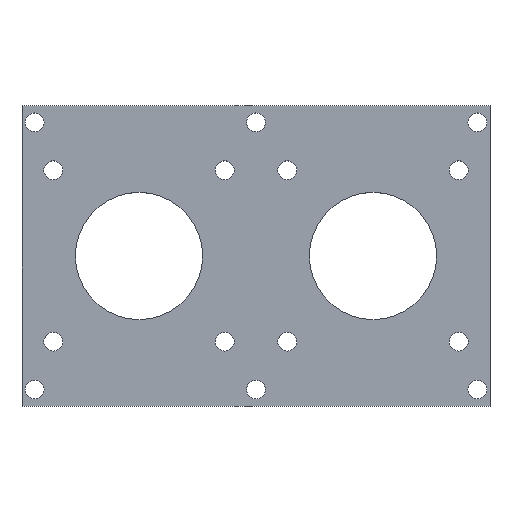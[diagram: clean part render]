
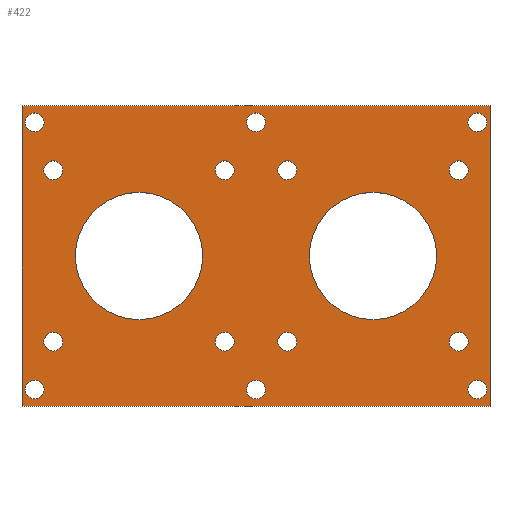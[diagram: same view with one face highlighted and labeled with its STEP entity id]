
A CAD part, top view. The second image highlights one B-rep face of the part: STEP entity #422.
In plain terms, the highlighted planar face has unit normal (0, 0, 1).
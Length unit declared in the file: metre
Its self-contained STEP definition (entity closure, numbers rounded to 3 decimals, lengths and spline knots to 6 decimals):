
#12=CIRCLE('',#441,0.0017);
#14=CIRCLE('',#444,0.0017);
#16=CIRCLE('',#447,0.0017);
#18=CIRCLE('',#450,0.0017);
#20=CIRCLE('',#453,0.0017);
#22=CIRCLE('',#456,0.0017);
#24=CIRCLE('',#459,0.0017);
#26=CIRCLE('',#462,0.0017);
#28=CIRCLE('',#465,0.0115);
#30=CIRCLE('',#468,0.0017);
#32=CIRCLE('',#471,0.0115);
#34=CIRCLE('',#474,0.0017);
#36=CIRCLE('',#477,0.0017);
#38=CIRCLE('',#480,0.0017);
#40=CIRCLE('',#483,0.0017);
#42=CIRCLE('',#487,0.0017);
#108=ORIENTED_EDGE('',*,*,#150,.F.);
#109=ORIENTED_EDGE('',*,*,#154,.F.);
#110=ORIENTED_EDGE('',*,*,#157,.T.);
#111=ORIENTED_EDGE('',*,*,#189,.T.);
#112=ORIENTED_EDGE('',*,*,#186,.F.);
#113=ORIENTED_EDGE('',*,*,#184,.F.);
#114=ORIENTED_EDGE('',*,*,#182,.F.);
#115=ORIENTED_EDGE('',*,*,#180,.F.);
#116=ORIENTED_EDGE('',*,*,#178,.F.);
#117=ORIENTED_EDGE('',*,*,#176,.F.);
#118=ORIENTED_EDGE('',*,*,#174,.F.);
#119=ORIENTED_EDGE('',*,*,#172,.F.);
#120=ORIENTED_EDGE('',*,*,#170,.F.);
#121=ORIENTED_EDGE('',*,*,#168,.F.);
#122=ORIENTED_EDGE('',*,*,#166,.F.);
#123=ORIENTED_EDGE('',*,*,#164,.F.);
#124=ORIENTED_EDGE('',*,*,#162,.F.);
#125=ORIENTED_EDGE('',*,*,#160,.F.);
#126=ORIENTED_EDGE('',*,*,#158,.F.);
#127=ORIENTED_EDGE('',*,*,#190,.F.);
#150=EDGE_CURVE('',#194,#195,#234,.T.);
#154=EDGE_CURVE('',#197,#194,#238,.T.);
#157=EDGE_CURVE('',#197,#199,#241,.T.);
#158=EDGE_CURVE('',#200,#200,#12,.T.);
#160=EDGE_CURVE('',#202,#202,#14,.T.);
#162=EDGE_CURVE('',#204,#204,#16,.T.);
#164=EDGE_CURVE('',#206,#206,#18,.T.);
#166=EDGE_CURVE('',#208,#208,#20,.T.);
#168=EDGE_CURVE('',#210,#210,#22,.T.);
#170=EDGE_CURVE('',#212,#212,#24,.T.);
#172=EDGE_CURVE('',#214,#214,#26,.T.);
#174=EDGE_CURVE('',#216,#216,#28,.T.);
#176=EDGE_CURVE('',#218,#218,#30,.T.);
#178=EDGE_CURVE('',#220,#220,#32,.T.);
#180=EDGE_CURVE('',#222,#222,#34,.T.);
#182=EDGE_CURVE('',#224,#224,#36,.T.);
#184=EDGE_CURVE('',#226,#226,#38,.T.);
#186=EDGE_CURVE('',#228,#228,#40,.T.);
#189=EDGE_CURVE('',#199,#195,#243,.T.);
#190=EDGE_CURVE('',#230,#230,#42,.T.);
#194=VERTEX_POINT('',#619);
#195=VERTEX_POINT('',#621);
#197=VERTEX_POINT('',#627);
#199=VERTEX_POINT('',#633);
#200=VERTEX_POINT('',#637);
#202=VERTEX_POINT('',#642);
#204=VERTEX_POINT('',#647);
#206=VERTEX_POINT('',#652);
#208=VERTEX_POINT('',#657);
#210=VERTEX_POINT('',#662);
#212=VERTEX_POINT('',#667);
#214=VERTEX_POINT('',#672);
#216=VERTEX_POINT('',#677);
#218=VERTEX_POINT('',#682);
#220=VERTEX_POINT('',#687);
#222=VERTEX_POINT('',#692);
#224=VERTEX_POINT('',#697);
#226=VERTEX_POINT('',#702);
#228=VERTEX_POINT('',#707);
#230=VERTEX_POINT('',#715);
#234=LINE('',#620,#246);
#238=LINE('',#628,#250);
#241=LINE('',#634,#253);
#243=LINE('',#712,#255);
#246=VECTOR('',#497,1.);
#250=VECTOR('',#503,1.);
#253=VECTOR('',#508,1.);
#255=VECTOR('',#602,1.);
#292=EDGE_LOOP('',(#108,#109,#110,#111));
#293=EDGE_LOOP('',(#112));
#294=EDGE_LOOP('',(#113));
#295=EDGE_LOOP('',(#114));
#296=EDGE_LOOP('',(#115));
#297=EDGE_LOOP('',(#116));
#298=EDGE_LOOP('',(#117));
#299=EDGE_LOOP('',(#118));
#300=EDGE_LOOP('',(#119));
#301=EDGE_LOOP('',(#120));
#302=EDGE_LOOP('',(#121));
#303=EDGE_LOOP('',(#122));
#304=EDGE_LOOP('',(#123));
#305=EDGE_LOOP('',(#124));
#306=EDGE_LOOP('',(#125));
#307=EDGE_LOOP('',(#126));
#308=EDGE_LOOP('',(#127));
#362=FACE_BOUND('',#292,.T.);
#363=FACE_BOUND('',#293,.T.);
#364=FACE_BOUND('',#294,.T.);
#365=FACE_BOUND('',#295,.T.);
#366=FACE_BOUND('',#296,.T.);
#367=FACE_BOUND('',#297,.T.);
#368=FACE_BOUND('',#298,.T.);
#369=FACE_BOUND('',#299,.T.);
#370=FACE_BOUND('',#300,.T.);
#371=FACE_BOUND('',#301,.T.);
#372=FACE_BOUND('',#302,.T.);
#373=FACE_BOUND('',#303,.T.);
#374=FACE_BOUND('',#304,.T.);
#375=FACE_BOUND('',#305,.T.);
#376=FACE_BOUND('',#306,.T.);
#377=FACE_BOUND('',#307,.T.);
#378=FACE_BOUND('',#308,.T.);
#400=PLANE('',#489);
#422=ADVANCED_FACE('',(#362,#363,#364,#365,#366,#367,#368,#369,#370,#371,
#372,#373,#374,#375,#376,#377,#378),#400,.T.);
#441=AXIS2_PLACEMENT_3D('',#636,#511,#512);
#444=AXIS2_PLACEMENT_3D('',#641,#517,#518);
#447=AXIS2_PLACEMENT_3D('',#646,#523,#524);
#450=AXIS2_PLACEMENT_3D('',#651,#529,#530);
#453=AXIS2_PLACEMENT_3D('',#656,#535,#536);
#456=AXIS2_PLACEMENT_3D('',#661,#541,#542);
#459=AXIS2_PLACEMENT_3D('',#666,#547,#548);
#462=AXIS2_PLACEMENT_3D('',#671,#553,#554);
#465=AXIS2_PLACEMENT_3D('',#676,#559,#560);
#468=AXIS2_PLACEMENT_3D('',#681,#565,#566);
#471=AXIS2_PLACEMENT_3D('',#686,#571,#572);
#474=AXIS2_PLACEMENT_3D('',#691,#577,#578);
#477=AXIS2_PLACEMENT_3D('',#696,#583,#584);
#480=AXIS2_PLACEMENT_3D('',#701,#589,#590);
#483=AXIS2_PLACEMENT_3D('',#706,#595,#596);
#487=AXIS2_PLACEMENT_3D('',#714,#605,#606);
#489=AXIS2_PLACEMENT_3D('',#718,#609,#610);
#497=DIRECTION('',(1.,0.,0.));
#503=DIRECTION('',(0.,1.,0.));
#508=DIRECTION('',(1.,0.,0.));
#511=DIRECTION('',(0.,0.,1.));
#512=DIRECTION('',(1.,0.,0.));
#517=DIRECTION('',(0.,0.,1.));
#518=DIRECTION('',(1.,0.,0.));
#523=DIRECTION('',(0.,0.,1.));
#524=DIRECTION('',(1.,0.,0.));
#529=DIRECTION('',(0.,0.,1.));
#530=DIRECTION('',(1.,0.,0.));
#535=DIRECTION('',(0.,0.,1.));
#536=DIRECTION('',(1.,0.,0.));
#541=DIRECTION('',(0.,0.,1.));
#542=DIRECTION('',(1.,0.,0.));
#547=DIRECTION('',(0.,0.,1.));
#548=DIRECTION('',(1.,0.,0.));
#553=DIRECTION('',(0.,0.,1.));
#554=DIRECTION('',(1.,0.,0.));
#559=DIRECTION('',(0.,0.,1.));
#560=DIRECTION('',(1.,0.,0.));
#565=DIRECTION('',(0.,0.,1.));
#566=DIRECTION('',(1.,0.,0.));
#571=DIRECTION('',(0.,0.,1.));
#572=DIRECTION('',(1.,0.,0.));
#577=DIRECTION('',(0.,0.,1.));
#578=DIRECTION('',(1.,0.,0.));
#583=DIRECTION('',(0.,0.,1.));
#584=DIRECTION('',(1.,0.,0.));
#589=DIRECTION('',(0.,0.,1.));
#590=DIRECTION('',(1.,0.,0.));
#595=DIRECTION('',(0.,0.,1.));
#596=DIRECTION('',(1.,0.,0.));
#602=DIRECTION('',(0.,1.,0.));
#605=DIRECTION('',(0.,0.,1.));
#606=DIRECTION('',(1.,0.,0.));
#609=DIRECTION('',(0.,0.,1.));
#610=DIRECTION('',(1.,0.,0.));
#619=CARTESIAN_POINT('',(-0.02115,0.02715,0.003));
#620=CARTESIAN_POINT('',(0.02115,0.02715,0.003));
#621=CARTESIAN_POINT('',(0.06345,0.02715,0.003));
#627=CARTESIAN_POINT('',(-0.02115,-0.02715,0.003));
#628=CARTESIAN_POINT('',(-0.02115,0.02415,0.003));
#633=CARTESIAN_POINT('',(0.06345,-0.02715,0.003));
#634=CARTESIAN_POINT('',(0.02115,-0.02715,0.003));
#636=CARTESIAN_POINT('',(0.02115,0.02415,0.003));
#637=CARTESIAN_POINT('',(0.02285,0.02415,0.003));
#641=CARTESIAN_POINT('',(-0.01885,0.02415,0.003));
#642=CARTESIAN_POINT('',(-0.01715,0.02415,0.003));
#646=CARTESIAN_POINT('',(-0.01885,-0.02415,0.003));
#647=CARTESIAN_POINT('',(-0.01715,-0.02415,0.003));
#651=CARTESIAN_POINT('',(0.06115,-0.02415,0.003));
#652=CARTESIAN_POINT('',(0.06285,-0.02415,0.003));
#656=CARTESIAN_POINT('',(0.02115,-0.02415,0.003));
#657=CARTESIAN_POINT('',(0.02285,-0.02415,0.003));
#661=CARTESIAN_POINT('',(0.0578,0.0155,0.003));
#662=CARTESIAN_POINT('',(0.0595,0.0155,0.003));
#666=CARTESIAN_POINT('',(0.0578,-0.0155,0.003));
#667=CARTESIAN_POINT('',(0.0595,-0.0155,0.003));
#671=CARTESIAN_POINT('',(0.0268,0.0155,0.003));
#672=CARTESIAN_POINT('',(0.0285,0.0155,0.003));
#676=CARTESIAN_POINT('',(0.0423,0.,0.003));
#677=CARTESIAN_POINT('',(0.0538,0.,0.003));
#681=CARTESIAN_POINT('',(0.0268,-0.0155,0.003));
#682=CARTESIAN_POINT('',(0.0285,-0.0155,0.003));
#686=CARTESIAN_POINT('',(0.,0.,0.003));
#687=CARTESIAN_POINT('',(0.0115,0.,0.003));
#691=CARTESIAN_POINT('',(-0.0155,-0.0155,0.003));
#692=CARTESIAN_POINT('',(-0.0138,-0.0155,0.003));
#696=CARTESIAN_POINT('',(0.0155,-0.0155,0.003));
#697=CARTESIAN_POINT('',(0.0172,-0.0155,0.003));
#701=CARTESIAN_POINT('',(0.0155,0.0155,0.003));
#702=CARTESIAN_POINT('',(0.0172,0.0155,0.003));
#706=CARTESIAN_POINT('',(-0.0155,0.0155,0.003));
#707=CARTESIAN_POINT('',(-0.0138,0.0155,0.003));
#712=CARTESIAN_POINT('',(0.06345,-0.02415,0.003));
#714=CARTESIAN_POINT('',(0.06115,0.02415,0.003));
#715=CARTESIAN_POINT('',(0.06285,0.02415,0.003));
#718=CARTESIAN_POINT('',(0.02115,0.,0.003));
